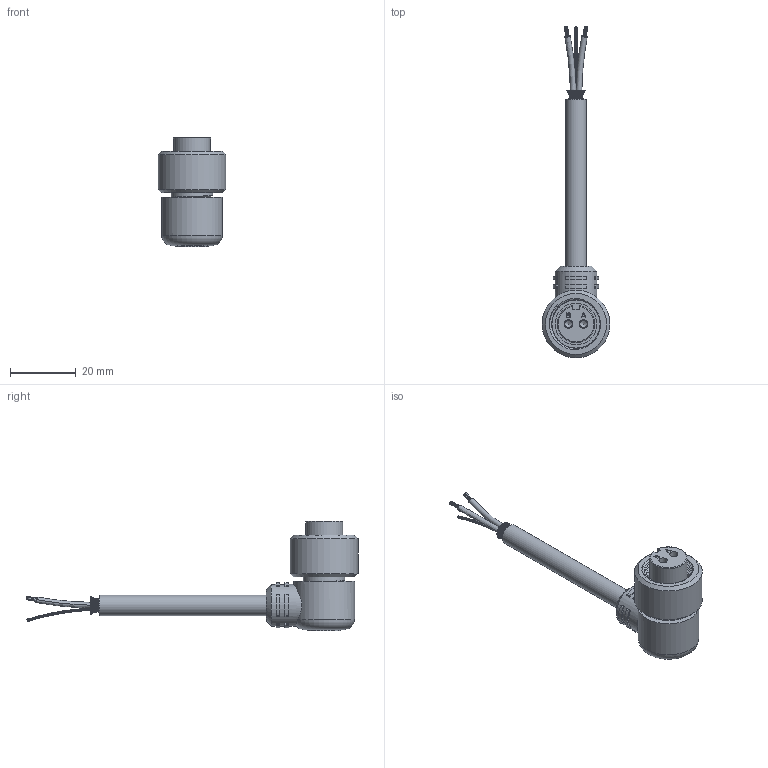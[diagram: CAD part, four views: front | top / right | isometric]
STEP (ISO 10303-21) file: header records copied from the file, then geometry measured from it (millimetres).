
FILE_DESCRIPTION(/* description */ (''),/* implementation_level */ '2;1');
FILE_NAME(/* name */ 'A2Y.stp',/* time_stamp */ '2017-04-28T17:07:13-04:00',/* author */ ('aneininger'),/* organization */ (''),/* preprocessor_version */ 'ST-DEVELOPER v16.5',/* originating_system */ 'Autodesk Inventor 2017',/* authorisation */ '');
FILE_SCHEMA (('AUTOMOTIVE_DESIGN { 1 0 10303 214 3 1 1 }'));
Length unit declared in the file: inch
Products named in the file (1): A2Y
Bounding box: 20.63 x 100.94 x 33.35 mm (x, y, z)
Volume: 10269 mm3; surface area: 6191 mm2
Topology: 1 solids, 1 shells, 747 faces, 2521 edges, 1559 vertices
Faces by surface type: bspline 398, plane 233, cylinder 107, cone 5, torus 4
Full cylindrical faces by diameter (mm): 0.127 x19, 0.203 x38, 2.235 x2, 2.54 x2, 3.353 x1, 3.988 x1, 4.115 x1, 4.142 x1, 4.267 x1, 6.223 x1, 10.16 x1, 12.649 x1, 12.7 x1, 12.827 x1, 14.605 x1, 15.875 x1, 18.542 x1, 20.628 x1
Entity records: 45331 total; most frequent: CARTESIAN_POINT 24405, ORIENTED_EDGE 4774, DIRECTION 4006, EDGE_CURVE 2382, AXIS2_PLACEMENT_3D 1916, VERTEX_POINT 1505, CIRCLE 1499, EDGE_LOOP 916
